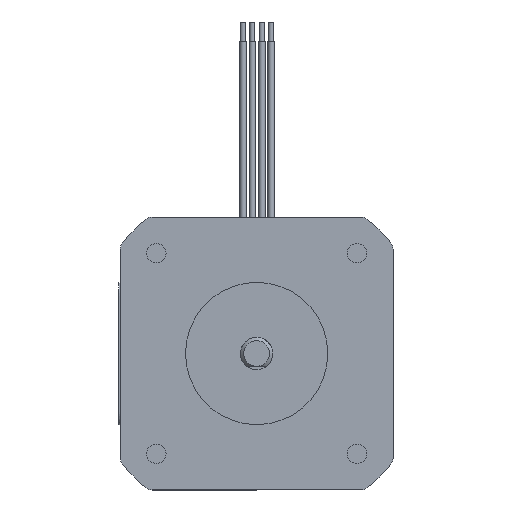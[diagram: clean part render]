
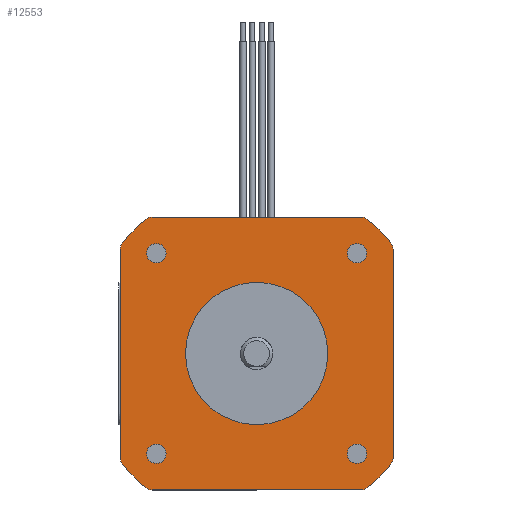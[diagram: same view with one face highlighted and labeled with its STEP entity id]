
A CAD part, front view. The second image highlights one B-rep face of the part: STEP entity #12553.
In plain terms, the highlighted face is planar.
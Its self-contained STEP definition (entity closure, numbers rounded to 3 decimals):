
#617=FACE_BOUND('',#4422,.T.);
#618=FACE_BOUND('',#4423,.T.);
#619=FACE_BOUND('',#4424,.T.);
#620=FACE_BOUND('',#4425,.T.);
#621=FACE_BOUND('',#4426,.T.);
#1003=LINE('',#18664,#2170);
#1004=LINE('',#18672,#2171);
#1005=LINE('',#18680,#2172);
#1006=LINE('',#18688,#2173);
#2170=VECTOR('',#14735,32.311);
#2171=VECTOR('',#14742,32.311);
#2172=VECTOR('',#14749,32.311);
#2173=VECTOR('',#14756,32.311);
#3330=PLANE('',#13290);
#3721=FACE_OUTER_BOUND('',#4421,.T.);
#4421=EDGE_LOOP('',(#8931,#8932,#8933,#8934,#8935,#8936,#8937,#8938,#8939,
#8940,#8941,#8942,#8943,#8944,#8945,#8946));
#4422=EDGE_LOOP('',(#8947));
#4423=EDGE_LOOP('',(#8948));
#4424=EDGE_LOOP('',(#8949));
#4425=EDGE_LOOP('',(#8950));
#4426=EDGE_LOOP('',(#8951));
#5200=CIRCLE('',#13287,11.);
#5202=CIRCLE('',#13291,26.9);
#5203=CIRCLE('',#13292,1.5);
#5204=CIRCLE('',#13293,1.5);
#5205=CIRCLE('',#13294,26.9);
#5206=CIRCLE('',#13295,1.5);
#5207=CIRCLE('',#13296,1.5);
#5208=CIRCLE('',#13297,26.9);
#5209=CIRCLE('',#13298,1.5);
#5210=CIRCLE('',#13299,1.5);
#5211=CIRCLE('',#13300,26.9);
#5212=CIRCLE('',#13301,1.5);
#5213=CIRCLE('',#13302,1.5);
#5214=CIRCLE('',#13303,1.5);
#5215=CIRCLE('',#13304,1.5);
#5216=CIRCLE('',#13305,1.5);
#5217=CIRCLE('',#13306,1.5);
#5845=VERTEX_POINT('',#18652);
#5847=VERTEX_POINT('',#18658);
#5848=VERTEX_POINT('',#18659);
#5849=VERTEX_POINT('',#18661);
#5850=VERTEX_POINT('',#18663);
#5851=VERTEX_POINT('',#18665);
#5852=VERTEX_POINT('',#18667);
#5853=VERTEX_POINT('',#18669);
#5854=VERTEX_POINT('',#18671);
#5855=VERTEX_POINT('',#18673);
#5856=VERTEX_POINT('',#18675);
#5857=VERTEX_POINT('',#18677);
#5858=VERTEX_POINT('',#18679);
#5859=VERTEX_POINT('',#18681);
#5860=VERTEX_POINT('',#18683);
#5861=VERTEX_POINT('',#18685);
#5862=VERTEX_POINT('',#18687);
#5863=VERTEX_POINT('',#18690);
#5864=VERTEX_POINT('',#18692);
#5865=VERTEX_POINT('',#18694);
#5866=VERTEX_POINT('',#18696);
#7087=EDGE_CURVE('',#5845,#5845,#5200,.T.);
#7089=EDGE_CURVE('',#5847,#5848,#5202,.T.);
#7090=EDGE_CURVE('',#5849,#5847,#5203,.T.);
#7091=EDGE_CURVE('',#5850,#5849,#1003,.T.);
#7092=EDGE_CURVE('',#5851,#5850,#5204,.T.);
#7093=EDGE_CURVE('',#5852,#5851,#5205,.T.);
#7094=EDGE_CURVE('',#5853,#5852,#5206,.T.);
#7095=EDGE_CURVE('',#5854,#5853,#1004,.T.);
#7096=EDGE_CURVE('',#5855,#5854,#5207,.T.);
#7097=EDGE_CURVE('',#5856,#5855,#5208,.T.);
#7098=EDGE_CURVE('',#5857,#5856,#5209,.T.);
#7099=EDGE_CURVE('',#5858,#5857,#1005,.T.);
#7100=EDGE_CURVE('',#5859,#5858,#5210,.T.);
#7101=EDGE_CURVE('',#5860,#5859,#5211,.T.);
#7102=EDGE_CURVE('',#5861,#5860,#5212,.T.);
#7103=EDGE_CURVE('',#5862,#5861,#1006,.T.);
#7104=EDGE_CURVE('',#5848,#5862,#5213,.T.);
#7105=EDGE_CURVE('',#5863,#5863,#5214,.T.);
#7106=EDGE_CURVE('',#5864,#5864,#5215,.T.);
#7107=EDGE_CURVE('',#5865,#5865,#5216,.T.);
#7108=EDGE_CURVE('',#5866,#5866,#5217,.T.);
#8931=ORIENTED_EDGE('',*,*,#7089,.F.);
#8932=ORIENTED_EDGE('',*,*,#7090,.F.);
#8933=ORIENTED_EDGE('',*,*,#7091,.F.);
#8934=ORIENTED_EDGE('',*,*,#7092,.F.);
#8935=ORIENTED_EDGE('',*,*,#7093,.F.);
#8936=ORIENTED_EDGE('',*,*,#7094,.F.);
#8937=ORIENTED_EDGE('',*,*,#7095,.F.);
#8938=ORIENTED_EDGE('',*,*,#7096,.F.);
#8939=ORIENTED_EDGE('',*,*,#7097,.F.);
#8940=ORIENTED_EDGE('',*,*,#7098,.F.);
#8941=ORIENTED_EDGE('',*,*,#7099,.F.);
#8942=ORIENTED_EDGE('',*,*,#7100,.F.);
#8943=ORIENTED_EDGE('',*,*,#7101,.F.);
#8944=ORIENTED_EDGE('',*,*,#7102,.F.);
#8945=ORIENTED_EDGE('',*,*,#7103,.F.);
#8946=ORIENTED_EDGE('',*,*,#7104,.F.);
#8947=ORIENTED_EDGE('',*,*,#7087,.T.);
#8948=ORIENTED_EDGE('',*,*,#7105,.T.);
#8949=ORIENTED_EDGE('',*,*,#7106,.T.);
#8950=ORIENTED_EDGE('',*,*,#7107,.T.);
#8951=ORIENTED_EDGE('',*,*,#7108,.T.);
#12553=ADVANCED_FACE('',(#3721,#617,#618,#619,#620,#621),#3330,.F.);
#13287=AXIS2_PLACEMENT_3D('',#18653,#14723,#14724);
#13290=AXIS2_PLACEMENT_3D('',#18657,#14729,#14730);
#13291=AXIS2_PLACEMENT_3D('',#18660,#14731,#14732);
#13292=AXIS2_PLACEMENT_3D('',#18662,#14733,#14734);
#13293=AXIS2_PLACEMENT_3D('',#18666,#14736,#14737);
#13294=AXIS2_PLACEMENT_3D('',#18668,#14738,#14739);
#13295=AXIS2_PLACEMENT_3D('',#18670,#14740,#14741);
#13296=AXIS2_PLACEMENT_3D('',#18674,#14743,#14744);
#13297=AXIS2_PLACEMENT_3D('',#18676,#14745,#14746);
#13298=AXIS2_PLACEMENT_3D('',#18678,#14747,#14748);
#13299=AXIS2_PLACEMENT_3D('',#18682,#14750,#14751);
#13300=AXIS2_PLACEMENT_3D('',#18684,#14752,#14753);
#13301=AXIS2_PLACEMENT_3D('',#18686,#14754,#14755);
#13302=AXIS2_PLACEMENT_3D('',#18689,#14757,#14758);
#13303=AXIS2_PLACEMENT_3D('',#18691,#14759,#14760);
#13304=AXIS2_PLACEMENT_3D('',#18693,#14761,#14762);
#13305=AXIS2_PLACEMENT_3D('',#18695,#14763,#14764);
#13306=AXIS2_PLACEMENT_3D('',#18697,#14765,#14766);
#14723=DIRECTION('center_axis',(0.,0.,1.));
#14724=DIRECTION('ref_axis',(1.,0.,0.));
#14729=DIRECTION('center_axis',(0.,0.,1.));
#14730=DIRECTION('ref_axis',(1.,0.,0.));
#14731=DIRECTION('center_axis',(0.,0.,1.));
#14732=DIRECTION('ref_axis',(1.,0.,0.));
#14733=DIRECTION('center_axis',(0.,0.,1.));
#14734=DIRECTION('ref_axis',(-1.,0.,0.));
#14735=DIRECTION('',(0.,-1.,0.));
#14736=DIRECTION('center_axis',(0.,0.,1.));
#14737=DIRECTION('ref_axis',(-1.,0.,0.));
#14738=DIRECTION('center_axis',(0.,0.,1.));
#14739=DIRECTION('ref_axis',(1.,0.,0.));
#14740=DIRECTION('center_axis',(0.,0.,1.));
#14741=DIRECTION('ref_axis',(-1.,0.,0.));
#14742=DIRECTION('',(-1.,0.,0.));
#14743=DIRECTION('center_axis',(0.,0.,1.));
#14744=DIRECTION('ref_axis',(-1.,0.,0.));
#14745=DIRECTION('center_axis',(0.,0.,1.));
#14746=DIRECTION('ref_axis',(1.,0.,0.));
#14747=DIRECTION('center_axis',(0.,0.,1.));
#14748=DIRECTION('ref_axis',(-1.,0.,0.));
#14749=DIRECTION('',(0.,1.,0.));
#14750=DIRECTION('center_axis',(0.,0.,1.));
#14751=DIRECTION('ref_axis',(-1.,0.,0.));
#14752=DIRECTION('center_axis',(0.,0.,1.));
#14753=DIRECTION('ref_axis',(1.,0.,0.));
#14754=DIRECTION('center_axis',(0.,0.,1.));
#14755=DIRECTION('ref_axis',(-1.,0.,0.));
#14756=DIRECTION('',(1.,0.,0.));
#14757=DIRECTION('center_axis',(0.,0.,1.));
#14758=DIRECTION('ref_axis',(1.,0.,0.));
#14759=DIRECTION('center_axis',(0.,0.,1.));
#14760=DIRECTION('ref_axis',(1.,0.,0.));
#14761=DIRECTION('center_axis',(0.,0.,1.));
#14762=DIRECTION('ref_axis',(1.,0.,0.));
#14763=DIRECTION('center_axis',(0.,0.,1.));
#14764=DIRECTION('ref_axis',(1.,0.,0.));
#14765=DIRECTION('center_axis',(0.,0.,1.));
#14766=DIRECTION('ref_axis',(1.,0.,0.));
#18652=CARTESIAN_POINT('',(11.,0.,1.8));
#18653=CARTESIAN_POINT('Origin',(0.,0.,1.8));
#18657=CARTESIAN_POINT('Origin',(0.,0.,1.8));
#18658=CARTESIAN_POINT('',(-20.757,-17.11,1.8));
#18659=CARTESIAN_POINT('',(-17.11,-20.757,1.8));
#18660=CARTESIAN_POINT('Origin',(0.,0.,1.8));
#18661=CARTESIAN_POINT('',(-21.1,-16.155,1.8));
#18662=CARTESIAN_POINT('Origin',(-19.6,-16.155,1.8));
#18663=CARTESIAN_POINT('',(-21.1,16.155,1.8));
#18664=CARTESIAN_POINT('',(-21.1,16.155,1.8));
#18665=CARTESIAN_POINT('',(-20.757,17.11,1.8));
#18666=CARTESIAN_POINT('Origin',(-19.6,16.155,1.8));
#18667=CARTESIAN_POINT('',(-17.11,20.757,1.8));
#18668=CARTESIAN_POINT('Origin',(0.,0.,1.8));
#18669=CARTESIAN_POINT('',(-16.155,21.1,1.8));
#18670=CARTESIAN_POINT('Origin',(-16.155,19.6,1.8));
#18671=CARTESIAN_POINT('',(16.155,21.1,1.8));
#18672=CARTESIAN_POINT('',(16.155,21.1,1.8));
#18673=CARTESIAN_POINT('',(17.11,20.757,1.8));
#18674=CARTESIAN_POINT('Origin',(16.155,19.6,1.8));
#18675=CARTESIAN_POINT('',(20.757,17.11,1.8));
#18676=CARTESIAN_POINT('Origin',(0.,0.,1.8));
#18677=CARTESIAN_POINT('',(21.1,16.155,1.8));
#18678=CARTESIAN_POINT('Origin',(19.6,16.155,1.8));
#18679=CARTESIAN_POINT('',(21.1,-16.155,1.8));
#18680=CARTESIAN_POINT('',(21.1,-16.155,1.8));
#18681=CARTESIAN_POINT('',(20.757,-17.11,1.8));
#18682=CARTESIAN_POINT('Origin',(19.6,-16.155,1.8));
#18683=CARTESIAN_POINT('',(17.11,-20.757,1.8));
#18684=CARTESIAN_POINT('Origin',(0.,0.,1.8));
#18685=CARTESIAN_POINT('',(16.155,-21.1,1.8));
#18686=CARTESIAN_POINT('Origin',(16.155,-19.6,1.8));
#18687=CARTESIAN_POINT('',(-16.155,-21.1,1.8));
#18688=CARTESIAN_POINT('',(-16.155,-21.1,1.8));
#18689=CARTESIAN_POINT('Origin',(-16.155,-19.6,1.8));
#18690=CARTESIAN_POINT('',(-14.,-15.5,1.8));
#18691=CARTESIAN_POINT('Origin',(-15.5,-15.5,1.8));
#18692=CARTESIAN_POINT('',(17.,-15.5,1.8));
#18693=CARTESIAN_POINT('Origin',(15.5,-15.5,1.8));
#18694=CARTESIAN_POINT('',(17.,15.5,1.8));
#18695=CARTESIAN_POINT('Origin',(15.5,15.5,1.8));
#18696=CARTESIAN_POINT('',(-14.,15.5,1.8));
#18697=CARTESIAN_POINT('Origin',(-15.5,15.5,1.8));
